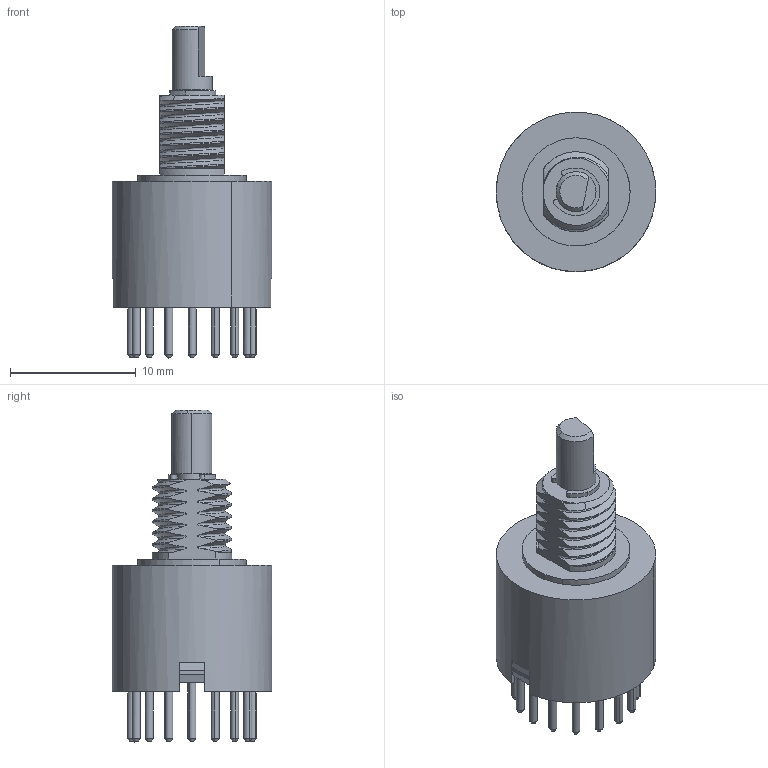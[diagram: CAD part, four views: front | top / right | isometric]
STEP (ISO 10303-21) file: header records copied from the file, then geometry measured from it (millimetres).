
FILE_DESCRIPTION(('CoCreate Modeling STEP Export'),'2;1');
FILE_NAME('Dummy_MR50-AX1AB-X105.stp','2013-09-11T11:14:42',(''),(''),'CoCreate Modeling STEP processor for AP214 (Solid Model)','CoCreate Modeling 16.00D 29-May-2009 (C) Parametric Technology GmbH','');
FILE_SCHEMA(('AUTOMOTIVE_DESIGN { 1 0 10303 214 1 1 1 1 }'));
Length unit declared in the file: millimetre
Products named in the file (2): Dummy_MR50-AX1AB-X105
Assembly tree (1 placements, depth 2):
  Dummy_MR50-AX1AB-X105
    Dummy_MR50-AX1AB-X105
Bounding box: 12.7 x 12.7 x 26.4 mm (x, y, z)
Volume: 1436.3 mm3; surface area: 1186.4 mm2
Topology: 1 solids, 1 shells, 1012 faces, 2802 edges, 1845 vertices
Faces by surface type: plane 517, cylinder 369, cone 75, bspline 43, extrusion 8
Entity records: 32792 total; most frequent: CARTESIAN_POINT 9485, ORIENTED_EDGE 5604, DIRECTION 3893, EDGE_CURVE 2802, VERTEX_POINT 1845, VECTOR 1405, LINE 1397, AXIS2_PLACEMENT_3D 1244
